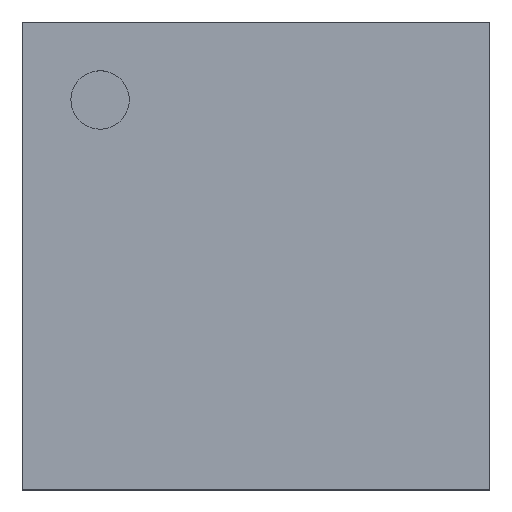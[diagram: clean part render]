
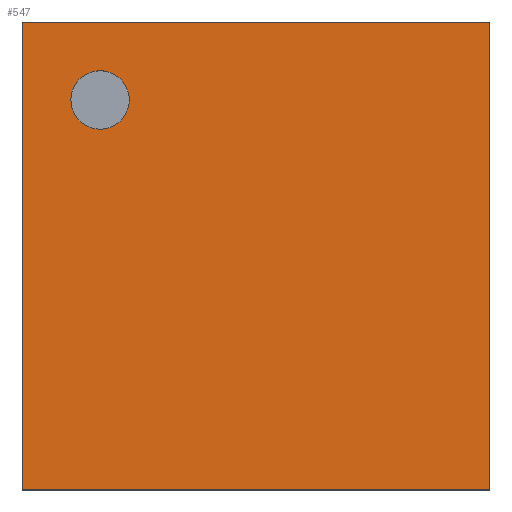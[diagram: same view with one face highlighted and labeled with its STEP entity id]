
A CAD part, top view. The second image highlights one B-rep face of the part: STEP entity #547.
In plain terms, the highlighted planar face has unit normal (0, 0, 1).
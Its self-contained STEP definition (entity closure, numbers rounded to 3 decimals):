
#358 = VERTEX_POINT('',#359);
#359 = CARTESIAN_POINT('',(0.,0.,2.));
#366 = PLANE('',#367);
#367 = AXIS2_PLACEMENT_3D('',#368,#369,#370);
#368 = CARTESIAN_POINT('',(0.,0.,0.4));
#369 = DIRECTION('',(1.,0.,-0.));
#370 = DIRECTION('',(0.,0.,1.));
#378 = PLANE('',#379);
#379 = AXIS2_PLACEMENT_3D('',#380,#381,#382);
#380 = CARTESIAN_POINT('',(0.,0.,0.4));
#381 = DIRECTION('',(-0.,1.,0.));
#382 = DIRECTION('',(0.,0.,1.));
#419 = VERTEX_POINT('',#420);
#420 = CARTESIAN_POINT('',(0.,7.,2.));
#434 = PLANE('',#435);
#435 = AXIS2_PLACEMENT_3D('',#436,#437,#438);
#436 = CARTESIAN_POINT('',(0.,7.,0.4));
#437 = DIRECTION('',(-0.,1.,0.));
#438 = DIRECTION('',(0.,0.,1.));
#446 = EDGE_CURVE('',#358,#419,#447,.T.);
#447 = SURFACE_CURVE('',#448,(#452,#459),.PCURVE_S1.);
#448 = LINE('',#449,#450);
#449 = CARTESIAN_POINT('',(0.,0.,2.));
#450 = VECTOR('',#451,1.);
#451 = DIRECTION('',(-0.,1.,0.));
#452 = PCURVE('',#366,#453);
#453 = DEFINITIONAL_REPRESENTATION('',(#454),#458);
#454 = LINE('',#455,#456);
#455 = CARTESIAN_POINT('',(1.6,0.));
#456 = VECTOR('',#457,1.);
#457 = DIRECTION('',(0.,-1.));
#458 = ( GEOMETRIC_REPRESENTATION_CONTEXT(2) 
PARAMETRIC_REPRESENTATION_CONTEXT() REPRESENTATION_CONTEXT('2D SPACE',''
  ) );
#459 = PCURVE('',#460,#465);
#460 = PLANE('',#461);
#461 = AXIS2_PLACEMENT_3D('',#462,#463,#464);
#462 = CARTESIAN_POINT('',(0.,0.,2.));
#463 = DIRECTION('',(0.,0.,1.));
#464 = DIRECTION('',(1.,0.,-0.));
#465 = DEFINITIONAL_REPRESENTATION('',(#466),#470);
#466 = LINE('',#467,#468);
#467 = CARTESIAN_POINT('',(0.,0.));
#468 = VECTOR('',#469,1.);
#469 = DIRECTION('',(0.,1.));
#470 = ( GEOMETRIC_REPRESENTATION_CONTEXT(2) 
PARAMETRIC_REPRESENTATION_CONTEXT() REPRESENTATION_CONTEXT('2D SPACE',''
  ) );
#499 = EDGE_CURVE('',#358,#500,#502,.T.);
#500 = VERTEX_POINT('',#501);
#501 = CARTESIAN_POINT('',(7.,0.,2.));
#502 = SURFACE_CURVE('',#503,(#507,#514),.PCURVE_S1.);
#503 = LINE('',#504,#505);
#504 = CARTESIAN_POINT('',(0.,0.,2.));
#505 = VECTOR('',#506,1.);
#506 = DIRECTION('',(1.,0.,-0.));
#507 = PCURVE('',#378,#508);
#508 = DEFINITIONAL_REPRESENTATION('',(#509),#513);
#509 = LINE('',#510,#511);
#510 = CARTESIAN_POINT('',(1.6,0.));
#511 = VECTOR('',#512,1.);
#512 = DIRECTION('',(0.,1.));
#513 = ( GEOMETRIC_REPRESENTATION_CONTEXT(2) 
PARAMETRIC_REPRESENTATION_CONTEXT() REPRESENTATION_CONTEXT('2D SPACE',''
  ) );
#514 = PCURVE('',#460,#515);
#515 = DEFINITIONAL_REPRESENTATION('',(#516),#520);
#516 = LINE('',#517,#518);
#517 = CARTESIAN_POINT('',(0.,0.));
#518 = VECTOR('',#519,1.);
#519 = DIRECTION('',(1.,0.));
#520 = ( GEOMETRIC_REPRESENTATION_CONTEXT(2) 
PARAMETRIC_REPRESENTATION_CONTEXT() REPRESENTATION_CONTEXT('2D SPACE',''
  ) );
#536 = PLANE('',#537);
#537 = AXIS2_PLACEMENT_3D('',#538,#539,#540);
#538 = CARTESIAN_POINT('',(7.,0.,0.4));
#539 = DIRECTION('',(1.,0.,-0.));
#540 = DIRECTION('',(0.,0.,1.));
#547 = ADVANCED_FACE('',(#548,#596),#460,.T.);
#548 = FACE_BOUND('',#549,.T.);
#549 = EDGE_LOOP('',(#550,#551,#552,#575));
#550 = ORIENTED_EDGE('',*,*,#446,.F.);
#551 = ORIENTED_EDGE('',*,*,#499,.T.);
#552 = ORIENTED_EDGE('',*,*,#553,.T.);
#553 = EDGE_CURVE('',#500,#554,#556,.T.);
#554 = VERTEX_POINT('',#555);
#555 = CARTESIAN_POINT('',(7.,7.,2.));
#556 = SURFACE_CURVE('',#557,(#561,#568),.PCURVE_S1.);
#557 = LINE('',#558,#559);
#558 = CARTESIAN_POINT('',(7.,0.,2.));
#559 = VECTOR('',#560,1.);
#560 = DIRECTION('',(-0.,1.,0.));
#561 = PCURVE('',#460,#562);
#562 = DEFINITIONAL_REPRESENTATION('',(#563),#567);
#563 = LINE('',#564,#565);
#564 = CARTESIAN_POINT('',(7.,0.));
#565 = VECTOR('',#566,1.);
#566 = DIRECTION('',(0.,1.));
#567 = ( GEOMETRIC_REPRESENTATION_CONTEXT(2) 
PARAMETRIC_REPRESENTATION_CONTEXT() REPRESENTATION_CONTEXT('2D SPACE',''
  ) );
#568 = PCURVE('',#536,#569);
#569 = DEFINITIONAL_REPRESENTATION('',(#570),#574);
#570 = LINE('',#571,#572);
#571 = CARTESIAN_POINT('',(1.6,0.));
#572 = VECTOR('',#573,1.);
#573 = DIRECTION('',(0.,-1.));
#574 = ( GEOMETRIC_REPRESENTATION_CONTEXT(2) 
PARAMETRIC_REPRESENTATION_CONTEXT() REPRESENTATION_CONTEXT('2D SPACE',''
  ) );
#575 = ORIENTED_EDGE('',*,*,#576,.F.);
#576 = EDGE_CURVE('',#419,#554,#577,.T.);
#577 = SURFACE_CURVE('',#578,(#582,#589),.PCURVE_S1.);
#578 = LINE('',#579,#580);
#579 = CARTESIAN_POINT('',(0.,7.,2.));
#580 = VECTOR('',#581,1.);
#581 = DIRECTION('',(1.,0.,-0.));
#582 = PCURVE('',#460,#583);
#583 = DEFINITIONAL_REPRESENTATION('',(#584),#588);
#584 = LINE('',#585,#586);
#585 = CARTESIAN_POINT('',(0.,7.));
#586 = VECTOR('',#587,1.);
#587 = DIRECTION('',(1.,0.));
#588 = ( GEOMETRIC_REPRESENTATION_CONTEXT(2) 
PARAMETRIC_REPRESENTATION_CONTEXT() REPRESENTATION_CONTEXT('2D SPACE',''
  ) );
#589 = PCURVE('',#434,#590);
#590 = DEFINITIONAL_REPRESENTATION('',(#591),#595);
#591 = LINE('',#592,#593);
#592 = CARTESIAN_POINT('',(1.6,0.));
#593 = VECTOR('',#594,1.);
#594 = DIRECTION('',(0.,1.));
#595 = ( GEOMETRIC_REPRESENTATION_CONTEXT(2) 
PARAMETRIC_REPRESENTATION_CONTEXT() REPRESENTATION_CONTEXT('2D SPACE',''
  ) );
#596 = FACE_BOUND('',#597,.T.);
#597 = EDGE_LOOP('',(#598));
#598 = ORIENTED_EDGE('',*,*,#599,.F.);
#599 = EDGE_CURVE('',#600,#600,#602,.T.);
#600 = VERTEX_POINT('',#601);
#601 = CARTESIAN_POINT('',(1.604,5.833,2.));
#602 = SURFACE_CURVE('',#603,(#608,#615),.PCURVE_S1.);
#603 = CIRCLE('',#604,0.438);
#604 = AXIS2_PLACEMENT_3D('',#605,#606,#607);
#605 = CARTESIAN_POINT('',(1.167,5.833,2.));
#606 = DIRECTION('',(0.,0.,1.));
#607 = DIRECTION('',(1.,0.,-0.));
#608 = PCURVE('',#460,#609);
#609 = DEFINITIONAL_REPRESENTATION('',(#610),#614);
#610 = CIRCLE('',#611,0.438);
#611 = AXIS2_PLACEMENT_2D('',#612,#613);
#612 = CARTESIAN_POINT('',(1.167,5.833));
#613 = DIRECTION('',(1.,0.));
#614 = ( GEOMETRIC_REPRESENTATION_CONTEXT(2) 
PARAMETRIC_REPRESENTATION_CONTEXT() REPRESENTATION_CONTEXT('2D SPACE',''
  ) );
#615 = PCURVE('',#616,#621);
#616 = CYLINDRICAL_SURFACE('',#617,0.438);
#617 = AXIS2_PLACEMENT_3D('',#618,#619,#620);
#618 = CARTESIAN_POINT('',(1.167,5.833,1.9));
#619 = DIRECTION('',(0.,0.,1.));
#620 = DIRECTION('',(1.,0.,-0.));
#621 = DEFINITIONAL_REPRESENTATION('',(#622),#626);
#622 = LINE('',#623,#624);
#623 = CARTESIAN_POINT('',(0.,0.1));
#624 = VECTOR('',#625,1.);
#625 = DIRECTION('',(1.,0.));
#626 = ( GEOMETRIC_REPRESENTATION_CONTEXT(2) 
PARAMETRIC_REPRESENTATION_CONTEXT() REPRESENTATION_CONTEXT('2D SPACE',''
  ) );
